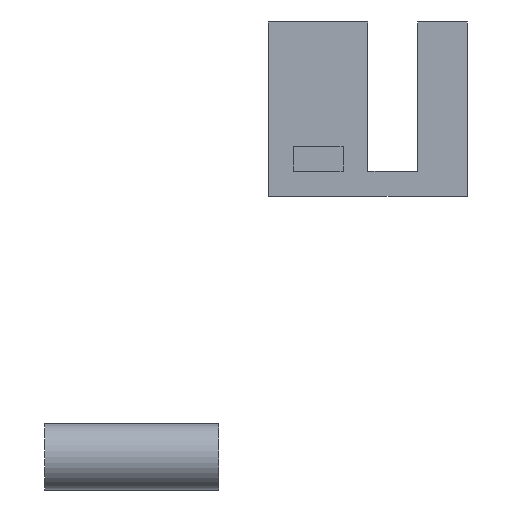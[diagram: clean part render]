
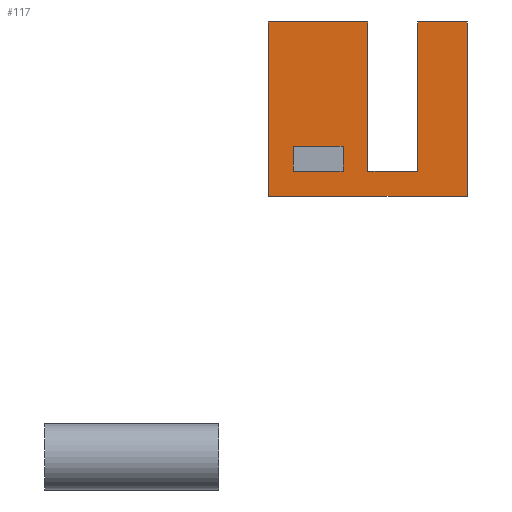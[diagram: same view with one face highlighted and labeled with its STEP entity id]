
A CAD part, left-side view. The second image highlights one B-rep face of the part: STEP entity #117.
In plain terms, the highlighted planar face has unit normal (-1, 0, 0).
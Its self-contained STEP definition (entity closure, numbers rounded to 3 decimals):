
#17 = CARTESIAN_POINT ( 'NONE',  ( -34., -2., -16. ) ) ;
#67 = CARTESIAN_POINT ( 'NONE',  ( -34., 5., -14. ) ) ;
#117 = ADVANCED_FACE ( 'NONE', ( #8756, #770 ), #3997, .T. ) ;
#278 = CARTESIAN_POINT ( 'NONE',  ( -34., 2., -15. ) ) ;
#396 = EDGE_CURVE ( 'NONE', #6668, #555, #10985, .T. ) ;
#462 = CARTESIAN_POINT ( 'NONE',  ( -34., -2., -9. ) ) ;
#508 = DIRECTION ( 'NONE',  ( 0., 1., 0. ) ) ;
#516 = DIRECTION ( 'NONE',  ( 0., 0., -1. ) ) ;
#555 = VERTEX_POINT ( 'NONE', #8736 ) ;
#574 = ORIENTED_EDGE ( 'NONE', *, *, #1453, .T. ) ;
#695 = LINE ( 'NONE', #771, #9081 ) ;
#770 = FACE_OUTER_BOUND ( 'NONE', #11041, .T. ) ;
#771 = CARTESIAN_POINT ( 'NONE',  ( -34., 2., -12.5 ) ) ;
#912 = AXIS2_PLACEMENT_3D ( 'NONE', #10142, #2246, #2332 ) ;
#931 = EDGE_CURVE ( 'NONE', #10398, #8586, #4419, .T. ) ;
#1176 = DIRECTION ( 'NONE',  ( 0., 1., 0. ) ) ;
#1229 = CARTESIAN_POINT ( 'NONE',  ( -34., 2., -14. ) ) ;
#1284 = CARTESIAN_POINT ( 'NONE',  ( -34., 6., -12.5 ) ) ;
#1339 = VECTOR ( 'NONE', #8476, 1000. ) ;
#1387 = VECTOR ( 'NONE', #6423, 1000. ) ;
#1391 = CARTESIAN_POINT ( 'NONE',  ( -34., 3., -14. ) ) ;
#1428 = VECTOR ( 'NONE', #10052, 1000. ) ;
#1453 = EDGE_CURVE ( 'NONE', #8586, #2458, #6859, .T. ) ;
#1624 = LINE ( 'NONE', #7636, #1339 ) ;
#1854 = CARTESIAN_POINT ( 'NONE',  ( -34., 2., -15. ) ) ;
#2246 = DIRECTION ( 'NONE',  ( -1., 0., 0. ) ) ;
#2263 = VECTOR ( 'NONE', #5584, 1000. ) ;
#2332 = DIRECTION ( 'NONE',  ( 0., 0., 1. ) ) ;
#2356 = CARTESIAN_POINT ( 'NONE',  ( -34., 0., -12.5 ) ) ;
#2458 = VERTEX_POINT ( 'NONE', #67 ) ;
#2496 = CARTESIAN_POINT ( 'NONE',  ( -34., 5., -15. ) ) ;
#2773 = ORIENTED_EDGE ( 'NONE', *, *, #3933, .T. ) ;
#2972 = VERTEX_POINT ( 'NONE', #17 ) ;
#3125 = ORIENTED_EDGE ( 'NONE', *, *, #8619, .T. ) ;
#3189 = LINE ( 'NONE', #6695, #11036 ) ;
#3244 = CARTESIAN_POINT ( 'NONE',  ( -34., 2., -9. ) ) ;
#3479 = VECTOR ( 'NONE', #1176, 1000. ) ;
#3508 = EDGE_CURVE ( 'NONE', #2458, #6075, #6947, .T. ) ;
#3560 = CARTESIAN_POINT ( 'NONE',  ( -34., 6., -9. ) ) ;
#3851 = VERTEX_POINT ( 'NONE', #3560 ) ;
#3897 = EDGE_CURVE ( 'NONE', #9788, #6668, #10084, .T. ) ;
#3933 = EDGE_CURVE ( 'NONE', #555, #7394, #11352, .T. ) ;
#3997 = PLANE ( 'NONE',  #912 ) ;
#4180 = ORIENTED_EDGE ( 'NONE', *, *, #3508, .T. ) ;
#4224 = LINE ( 'NONE', #1391, #7253 ) ;
#4419 = LINE ( 'NONE', #7143, #5230 ) ;
#4428 = ORIENTED_EDGE ( 'NONE', *, *, #931, .T. ) ;
#4547 = LINE ( 'NONE', #1284, #1387 ) ;
#4766 = ORIENTED_EDGE ( 'NONE', *, *, #8247, .T. ) ;
#4840 = VERTEX_POINT ( 'NONE', #10730 ) ;
#4939 = CARTESIAN_POINT ( 'NONE',  ( -34., 2., -9. ) ) ;
#5030 = ORIENTED_EDGE ( 'NONE', *, *, #3897, .T. ) ;
#5131 = EDGE_CURVE ( 'NONE', #7394, #9270, #695, .T. ) ;
#5213 = VECTOR ( 'NONE', #10314, 1000. ) ;
#5230 = VECTOR ( 'NONE', #9629, 1000. ) ;
#5584 = DIRECTION ( 'NONE',  ( 0., 1., 0. ) ) ;
#5748 = VECTOR ( 'NONE', #516, 1000. ) ;
#5859 = CARTESIAN_POINT ( 'NONE',  ( -34., 5., -15. ) ) ;
#6075 = VERTEX_POINT ( 'NONE', #8743 ) ;
#6423 = DIRECTION ( 'NONE',  ( 0., 0., -1. ) ) ;
#6668 = VERTEX_POINT ( 'NONE', #7181 ) ;
#6695 = CARTESIAN_POINT ( 'NONE',  ( -34., -2., -12.5 ) ) ;
#6859 = LINE ( 'NONE', #2496, #5213 ) ;
#6916 = ORIENTED_EDGE ( 'NONE', *, *, #10444, .F. ) ;
#6937 = ORIENTED_EDGE ( 'NONE', *, *, #9174, .T. ) ;
#6947 = LINE ( 'NONE', #1229, #1428 ) ;
#7143 = CARTESIAN_POINT ( 'NONE',  ( -34., 2., -15. ) ) ;
#7181 = CARTESIAN_POINT ( 'NONE',  ( -34., 0., -9. ) ) ;
#7227 = EDGE_LOOP ( 'NONE', ( #4428, #574, #4180, #4766 ) ) ;
#7253 = VECTOR ( 'NONE', #11183, 1000. ) ;
#7357 = VECTOR ( 'NONE', #508, 1000. ) ;
#7394 = VERTEX_POINT ( 'NONE', #1854 ) ;
#7528 = ORIENTED_EDGE ( 'NONE', *, *, #396, .T. ) ;
#7605 = EDGE_CURVE ( 'NONE', #3851, #4840, #4547, .T. ) ;
#7636 = CARTESIAN_POINT ( 'NONE',  ( -34., -2., -16. ) ) ;
#7642 = LINE ( 'NONE', #4939, #7357 ) ;
#7999 = DIRECTION ( 'NONE',  ( 0., 0., 1. ) ) ;
#8247 = EDGE_CURVE ( 'NONE', #6075, #10398, #4224, .T. ) ;
#8476 = DIRECTION ( 'NONE',  ( 0., 1., 0. ) ) ;
#8586 = VERTEX_POINT ( 'NONE', #5859 ) ;
#8619 = EDGE_CURVE ( 'NONE', #9270, #3851, #7642, .T. ) ;
#8736 = CARTESIAN_POINT ( 'NONE',  ( -34., 0., -15. ) ) ;
#8743 = CARTESIAN_POINT ( 'NONE',  ( -34., 3., -14. ) ) ;
#8756 = FACE_BOUND ( 'NONE', #7227, .T. ) ;
#8779 = ORIENTED_EDGE ( 'NONE', *, *, #7605, .T. ) ;
#9000 = ORIENTED_EDGE ( 'NONE', *, *, #5131, .T. ) ;
#9081 = VECTOR ( 'NONE', #7999, 1000. ) ;
#9174 = EDGE_CURVE ( 'NONE', #2972, #9788, #3189, .T. ) ;
#9270 = VERTEX_POINT ( 'NONE', #3244 ) ;
#9629 = DIRECTION ( 'NONE',  ( 0., 1., 0. ) ) ;
#9673 = CARTESIAN_POINT ( 'NONE',  ( -34., 2., -9. ) ) ;
#9788 = VERTEX_POINT ( 'NONE', #462 ) ;
#10052 = DIRECTION ( 'NONE',  ( 0., -1., 0. ) ) ;
#10084 = LINE ( 'NONE', #9673, #2263 ) ;
#10142 = CARTESIAN_POINT ( 'NONE',  ( -34., 2., -12.5 ) ) ;
#10268 = CARTESIAN_POINT ( 'NONE',  ( -34., 3., -15. ) ) ;
#10314 = DIRECTION ( 'NONE',  ( 0., 0., 1. ) ) ;
#10398 = VERTEX_POINT ( 'NONE', #10268 ) ;
#10444 = EDGE_CURVE ( 'NONE', #2972, #4840, #1624, .T. ) ;
#10730 = CARTESIAN_POINT ( 'NONE',  ( -34., 6., -16. ) ) ;
#10967 = DIRECTION ( 'NONE',  ( 0., 0., 1. ) ) ;
#10985 = LINE ( 'NONE', #2356, #5748 ) ;
#11036 = VECTOR ( 'NONE', #10967, 1000. ) ;
#11041 = EDGE_LOOP ( 'NONE', ( #6937, #5030, #7528, #2773, #9000, #3125, #8779, #6916 ) ) ;
#11183 = DIRECTION ( 'NONE',  ( 0., 0., -1. ) ) ;
#11352 = LINE ( 'NONE', #278, #3479 ) ;
